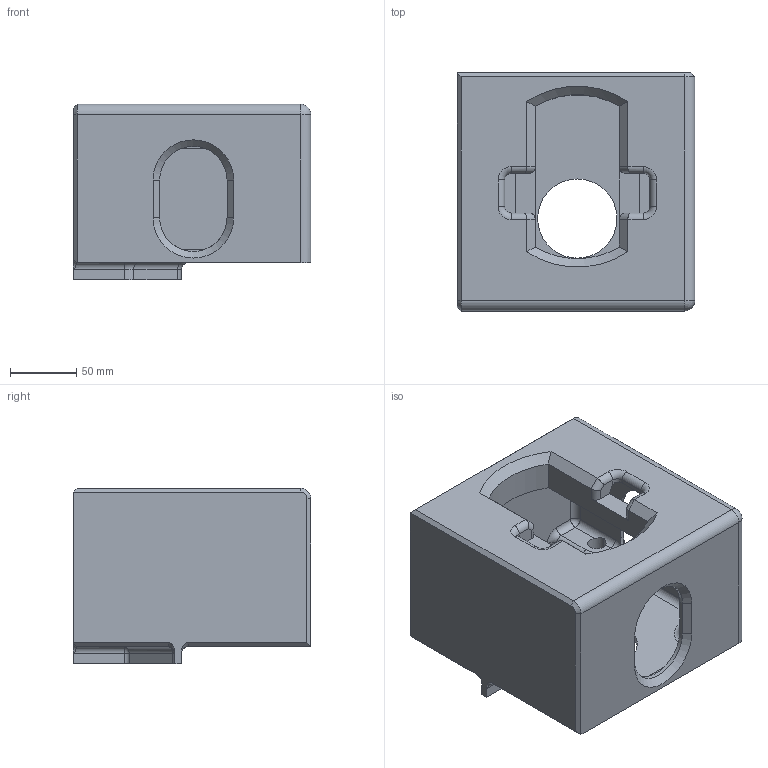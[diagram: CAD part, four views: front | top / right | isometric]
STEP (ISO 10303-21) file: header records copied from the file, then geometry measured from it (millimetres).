
FILE_DESCRIPTION((''),'2;1');
FILE_NAME('1023-01-T005','2019-11-22T',('dennis.jansen'),(''),'PRO/ENGINEER BY PARAMETRIC TECHNOLOGY CORPORATION, 2014200','PRO/ENGINEER BY PARAMETRIC TECHNOLOGY CORPORATION, 2014200','');
FILE_SCHEMA(('CONFIG_CONTROL_DESIGN'));
Length unit declared in the file: millimetre
Products named in the file (1): 1023-01-T005
Bounding box: 180 x 180 x 133 mm (x, y, z)
Volume: 924807 mm3; surface area: 255951.5 mm2
Topology: 1 solids, 1 shells, 239 faces, 686 edges, 444 vertices
Faces by surface type: cylinder 106, plane 65, torus 28, sphere 19, cone 14, bspline 7
Entity records: 10381 total; most frequent: CARTESIAN_POINT 1803, DIRECTION 1436, ORIENTED_EDGE 1370, PRESENTATION_STYLE_ASSIGNMENT 686, STYLED_ITEM 686, CURVE_STYLE 685, EDGE_CURVE 685, AXIS2_PLACEMENT_3D 575
